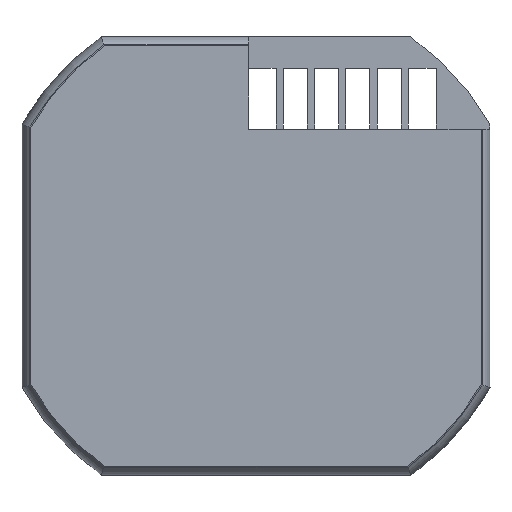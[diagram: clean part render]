
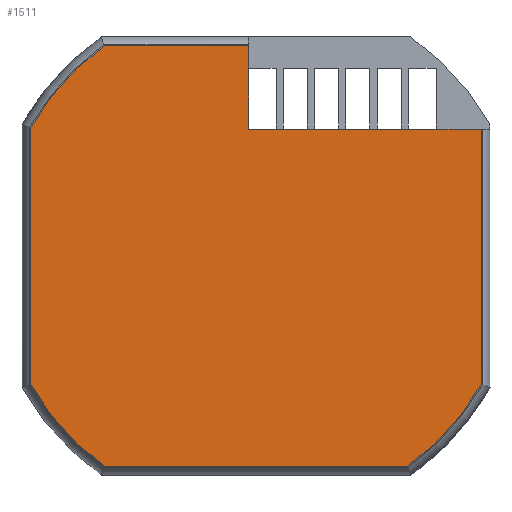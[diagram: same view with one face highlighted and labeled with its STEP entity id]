
A CAD part, front view. The second image highlights one B-rep face of the part: STEP entity #1511.
In plain terms, the highlighted planar face has unit normal (0, -1, 0).
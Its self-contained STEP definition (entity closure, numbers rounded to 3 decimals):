
#33=PLANE('',#1602);
#105=FACE_OUTER_BOUND('',#183,.T.);
#183=EDGE_LOOP('',(#1122,#1123,#1124,#1125,#1126,#1127,#1128,#1129,#1130));
#271=LINE('',#2207,#448);
#272=LINE('',#2221,#449);
#274=LINE('',#2232,#451);
#300=LINE('',#2284,#477);
#305=LINE('',#2295,#482);
#307=LINE('',#2298,#484);
#448=VECTOR('',#1736,10.);
#449=VECTOR('',#1743,10.);
#451=VECTOR('',#1751,10.);
#477=VECTOR('',#1779,10.);
#482=VECTOR('',#1788,10.);
#484=VECTOR('',#1792,10.);
#625=CIRCLE('',#1590,29.);
#626=CIRCLE('',#1593,29.);
#627=CIRCLE('',#1596,29.);
#667=VERTEX_POINT('',#2190);
#668=VERTEX_POINT('',#2195);
#669=VERTEX_POINT('',#2202);
#670=VERTEX_POINT('',#2209);
#671=VERTEX_POINT('',#2216);
#672=VERTEX_POINT('',#2223);
#673=VERTEX_POINT('',#2230);
#698=VERTEX_POINT('',#2282);
#702=VERTEX_POINT('',#2294);
#820=EDGE_CURVE('',#667,#668,#625,.T.);
#823=EDGE_CURVE('',#669,#667,#271,.T.);
#825=EDGE_CURVE('',#670,#669,#626,.T.);
#827=EDGE_CURVE('',#671,#670,#272,.T.);
#829=EDGE_CURVE('',#672,#671,#627,.T.);
#831=EDGE_CURVE('',#673,#672,#274,.T.);
#857=EDGE_CURVE('',#673,#698,#300,.T.);
#862=EDGE_CURVE('',#668,#702,#305,.T.);
#864=EDGE_CURVE('',#698,#702,#307,.T.);
#1122=ORIENTED_EDGE('',*,*,#862,.F.);
#1123=ORIENTED_EDGE('',*,*,#820,.F.);
#1124=ORIENTED_EDGE('',*,*,#823,.F.);
#1125=ORIENTED_EDGE('',*,*,#825,.F.);
#1126=ORIENTED_EDGE('',*,*,#827,.F.);
#1127=ORIENTED_EDGE('',*,*,#829,.F.);
#1128=ORIENTED_EDGE('',*,*,#831,.F.);
#1129=ORIENTED_EDGE('',*,*,#857,.T.);
#1130=ORIENTED_EDGE('',*,*,#864,.T.);
#1511=ADVANCED_FACE('',(#105),#33,.T.);
#1590=AXIS2_PLACEMENT_3D('',#2196,#1732,#1733);
#1593=AXIS2_PLACEMENT_3D('',#2214,#1739,#1740);
#1596=AXIS2_PLACEMENT_3D('',#2228,#1746,#1747);
#1602=AXIS2_PLACEMENT_3D('',#2306,#1797,#1798);
#1732=DIRECTION('center_axis',(0.,1.,0.));
#1733=DIRECTION('ref_axis',(-0.844,0.,0.536));
#1736=DIRECTION('',(0.,0.,1.));
#1739=DIRECTION('center_axis',(0.,1.,0.));
#1740=DIRECTION('ref_axis',(-0.613,0.,-0.79));
#1743=DIRECTION('',(-1.,0.,0.));
#1746=DIRECTION('center_axis',(0.,1.,0.));
#1747=DIRECTION('ref_axis',(0.844,0.,-0.536));
#1751=DIRECTION('',(0.,0.,-1.));
#1779=DIRECTION('',(-1.,0.,0.));
#1788=DIRECTION('',(1.,0.,0.));
#1792=DIRECTION('',(0.,0.,1.));
#1797=DIRECTION('center_axis',(0.,-1.,0.));
#1798=DIRECTION('ref_axis',(1.,0.,0.));
#2190=CARTESIAN_POINT('',(-25.175,-9.104,14.395));
#2195=CARTESIAN_POINT('',(-16.993,-9.104,23.5));
#2196=CARTESIAN_POINT('Origin',(0.,-9.104,
0.));
#2202=CARTESIAN_POINT('',(-25.175,-9.104,-14.395));
#2207=CARTESIAN_POINT('',(-25.175,-9.104,-8.304));
#2209=CARTESIAN_POINT('',(-16.993,-9.104,-23.5));
#2214=CARTESIAN_POINT('Origin',(0.,-9.104,
0.));
#2216=CARTESIAN_POINT('',(16.992,-9.104,-23.5));
#2221=CARTESIAN_POINT('',(9.497,-9.104,-23.5));
#2223=CARTESIAN_POINT('',(25.175,-9.104,-14.395));
#2228=CARTESIAN_POINT('Origin',(0.,-9.104,
0.));
#2230=CARTESIAN_POINT('',(25.175,-9.104,14.2));
#2232=CARTESIAN_POINT('',(25.175,-9.104,8.305));
#2282=CARTESIAN_POINT('',(-0.825,-9.104,14.2));
#2284=CARTESIAN_POINT('',(3.272,-9.104,14.2));
#2294=CARTESIAN_POINT('',(-0.825,-9.104,23.5));
#2295=CARTESIAN_POINT('',(-9.497,-9.104,23.5));
#2298=CARTESIAN_POINT('',(-0.825,-9.104,6.5));
#2306=CARTESIAN_POINT('Origin',(0.,-9.104,
0.));
